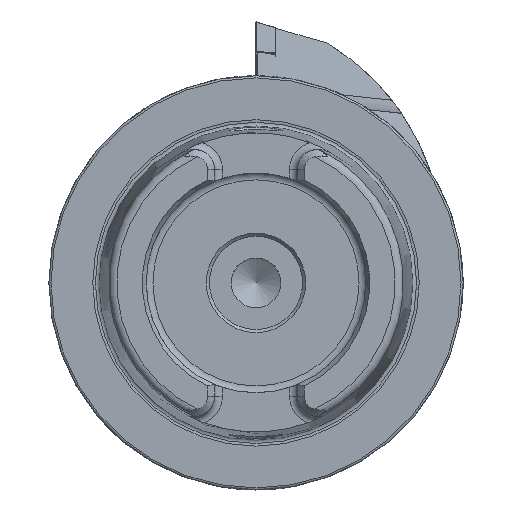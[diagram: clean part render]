
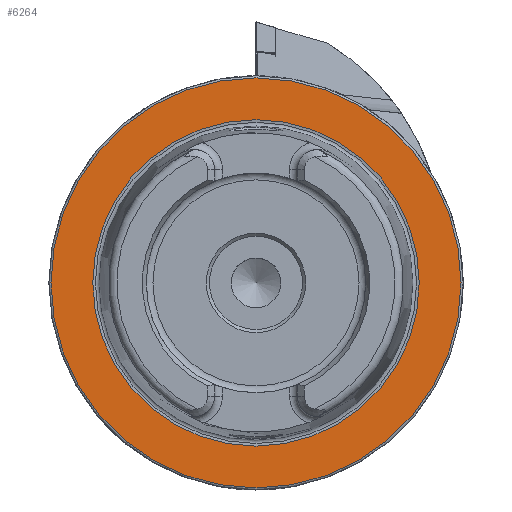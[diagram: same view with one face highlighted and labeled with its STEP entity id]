
A CAD part, left-side view. The second image highlights one B-rep face of the part: STEP entity #6264.
In plain terms, the highlighted planar face has unit normal (-1, 0, 0).
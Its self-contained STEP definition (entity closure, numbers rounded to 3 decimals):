
#64 = FACE_BOUND ( 'NONE', #2653, .T. ) ;
#81 = CARTESIAN_POINT ( 'NONE',  ( 0., 0., 0. ) ) ;
#554 = AXIS2_PLACEMENT_3D ( 'NONE', #9886, #5693, #11026 ) ;
#907 = ORIENTED_EDGE ( 'NONE', *, *, #7256, .T. ) ;
#2578 = FACE_OUTER_BOUND ( 'NONE', #8843, .T. ) ;
#2653 = EDGE_LOOP ( 'NONE', ( #4305 ) ) ;
#3290 = CARTESIAN_POINT ( 'NONE',  ( 0., 49.5, 0. ) ) ;
#4269 = DIRECTION ( 'NONE',  ( 0., 0., 1. ) ) ;
#4305 = ORIENTED_EDGE ( 'NONE', *, *, #10764, .F. ) ;
#5693 = DIRECTION ( 'NONE',  ( -1., 0., 0. ) ) ;
#6264 = ADVANCED_FACE ( 'NONE', ( #64, #2578 ), #6420, .F. ) ;
#6420 = PLANE ( 'NONE',  #7057 ) ;
#6874 = VERTEX_POINT ( 'NONE', #11081 ) ;
#7057 = AXIS2_PLACEMENT_3D ( 'NONE', #3290, #12775, #8628 ) ;
#7256 = EDGE_CURVE ( 'NONE', #9430, #9430, #12066, .T. ) ;
#8287 = CIRCLE ( 'NONE', #8661, 39.405 ) ;
#8628 = DIRECTION ( 'NONE',  ( 0., 0., -1. ) ) ;
#8661 = AXIS2_PLACEMENT_3D ( 'NONE', #81, #10668, #4269 ) ;
#8752 = CARTESIAN_POINT ( 'NONE',  ( 0., 0., 49.5 ) ) ;
#8843 = EDGE_LOOP ( 'NONE', ( #907 ) ) ;
#9430 = VERTEX_POINT ( 'NONE', #8752 ) ;
#9886 = CARTESIAN_POINT ( 'NONE',  ( 0., 0., 0. ) ) ;
#10668 = DIRECTION ( 'NONE',  ( -1., 0., 0. ) ) ;
#10764 = EDGE_CURVE ( 'NONE', #6874, #6874, #8287, .T. ) ;
#11026 = DIRECTION ( 'NONE',  ( 0., 0., 1. ) ) ;
#11081 = CARTESIAN_POINT ( 'NONE',  ( 0., 0., 39.405 ) ) ;
#12066 = CIRCLE ( 'NONE', #554, 49.5 ) ;
#12775 = DIRECTION ( 'NONE',  ( 1., 0., 0. ) ) ;
